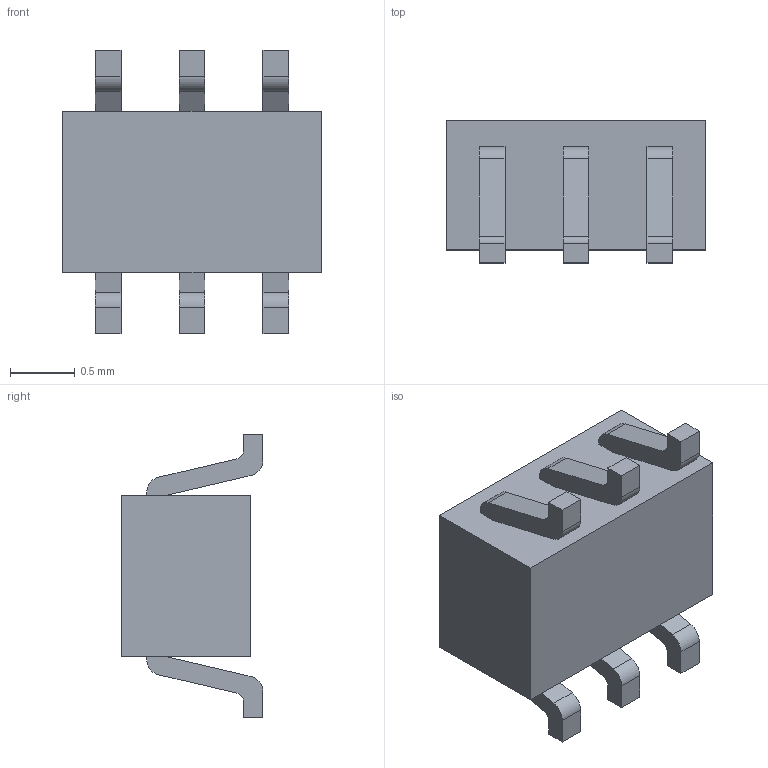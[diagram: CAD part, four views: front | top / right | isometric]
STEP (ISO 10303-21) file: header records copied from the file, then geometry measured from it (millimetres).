
FILE_DESCRIPTION (( 'STEP AP214' ), '1' );
FILE_NAME ('User Library-DCK(R-PDSO-G6).STEP', '2019-03-04T09:21:22', ( '' ), ( '' ), 'SwSTEP 2.0', 'SolidWorks 2019', '' );
FILE_SCHEMA (( 'AUTOMOTIVE_DESIGN' ));
Length unit declared in the file: millimetre
Products named in the file (1): User Library-DCK(R-PDSO-G6)
Bounding box: 2 x 1.1 x 2.2 mm (x, y, z)
Volume: 2.7 mm3; surface area: 16.1 mm2
Topology: 4 solids, 4 shells, 81 faces, 204 edges, 136 vertices
Faces by surface type: plane 59, cylinder 22
Entity records: 3374 total; most frequent: CARTESIAN_POINT 422, DIRECTION 412, ORIENTED_EDGE 408, EDGE_CURVE 204, LINE 160, VECTOR 160, VERTEX_POINT 136, AXIS2_PLACEMENT_3D 126
